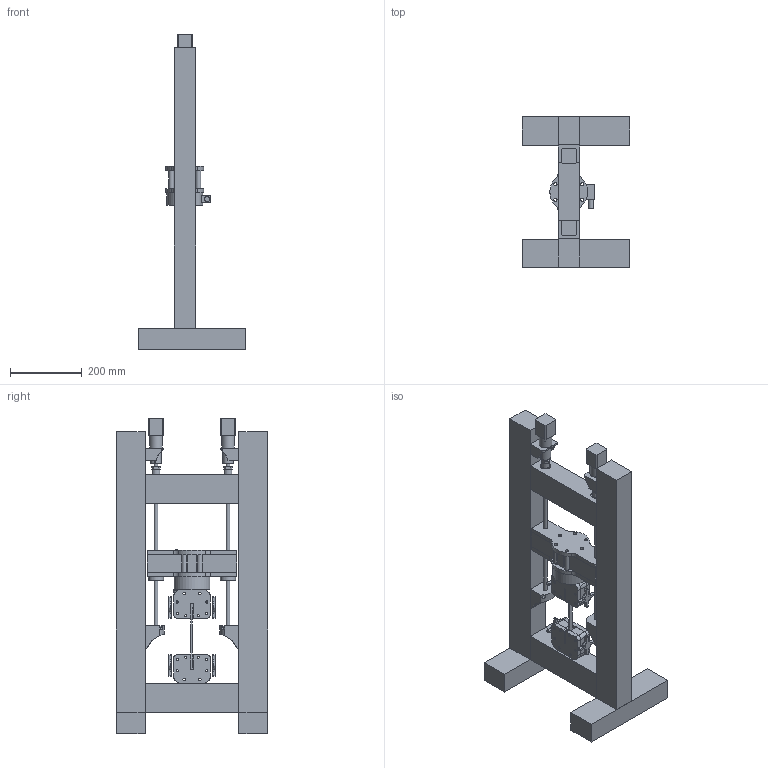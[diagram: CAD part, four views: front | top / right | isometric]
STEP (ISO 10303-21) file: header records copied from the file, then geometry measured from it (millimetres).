
FILE_DESCRIPTION(/* description */ (''),/* implementation_level */ '2;1');
FILE_NAME(/* name */ 'OpenPull-assembly.step',/* time_stamp */ '2019-02-16T15:05:21+01:00',/* author */ (''),/* organization */ (''),/* preprocessor_version */ 'ST-DEVELOPER v17.2',/* originating_system */ 'Autodesk Translation Framework v7.6.0.251',/* authorisation */ '');
FILE_SCHEMA (('AUTOMOTIVE_DESIGN { 1 0 10303 214 3 1 1 }'));
Length unit declared in the file: millimetre
Products named in the file (34): TensileTestMachine; ClampingYaw1; Part14; SpecimenHolder_OuterPart; ClampingPlate; einschlagmutter_M8; SpecimenHolder_OuterPart (1); Knob; 608 bearing; TestSpecimen_ISO-527-2-1A; drive; nut_flange; leadScrew; Clutch; nut; stepper; stepperBracket; lowerBearing; 3200 2RS - bearing; 6202-Z bearing; trapezoidalNut1; trapezoidalNut2; crossHead; upperMemberSupport (1); upperMember; upperMemberSupport; loadCell; M8x120; spacer; frame; foot; sidePillars; mostUpperMember; lowerMember
Assembly tree (40 placements, depth 3):
  TensileTestMachine
    ClampingYaw1  x2
      Part14
      SpecimenHolder_OuterPart
      ClampingPlate
      einschlagmutter_M8
      SpecimenHolder_OuterPart (1)
      Knob
      608 bearing
    TestSpecimen_ISO-527-2-1A
    drive  x2
      nut_flange
      leadScrew
      Clutch
      nut
      stepper
      stepperBracket
      lowerBearing
      3200 2RS - bearing
      6202-Z bearing
      trapezoidalNut1
      trapezoidalNut2
    crossHead
      upperMemberSupport (1)
      upperMember
      upperMemberSupport
      loadCell
      M8x120
      spacer  x2
    frame
      foot  x2
      sidePillars  x2
      mostUpperMember
      lowerMember
Bounding box: 300 x 420 x 877 mm (x, y, z)
Volume: 15633200 mm3; surface area: 1422160.8 mm2
Topology: 56 solids, 56 shells, 1145 faces, 2993 edges, 2017 vertices
Faces by surface type: plane 523, cylinder 452, bspline 136, cone 30, torus 4
Full cylindrical faces by diameter (mm): 3 x8, 3.5 x8, 4 x28, 5.3 x2, 6 x12, 6.5 x36, 8 x19, 9 x40, 9.3 x2, 10 x12, 12 x10, 14.95 x2, 15 x4, 16 x1, 17 x3, 20 x1, 22 x12, 22.3 x2, 22.5 x2, 25 x4, 26 x2, 30 x5, 35.2 x4, 35.8 x2, 36 x1, 42 x2, 55 x1, 100 x1
Entity records: 23984 total; most frequent: CARTESIAN_POINT 6723, DIRECTION 3377, ORIENTED_EDGE 3294, EDGE_CURVE 1647, AXIS2_PLACEMENT_3D 1254, VERTEX_POINT 1118, LINE 869, VECTOR 869
